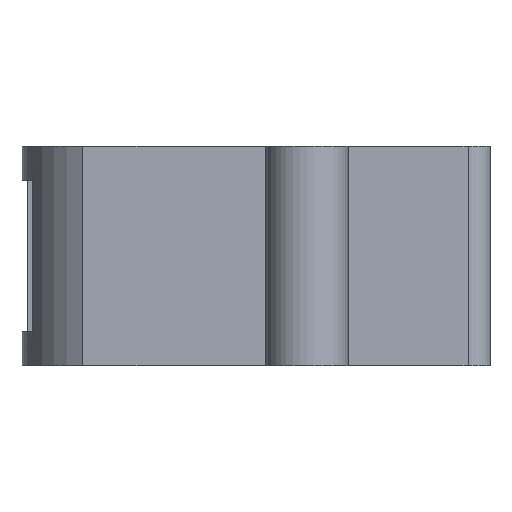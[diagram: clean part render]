
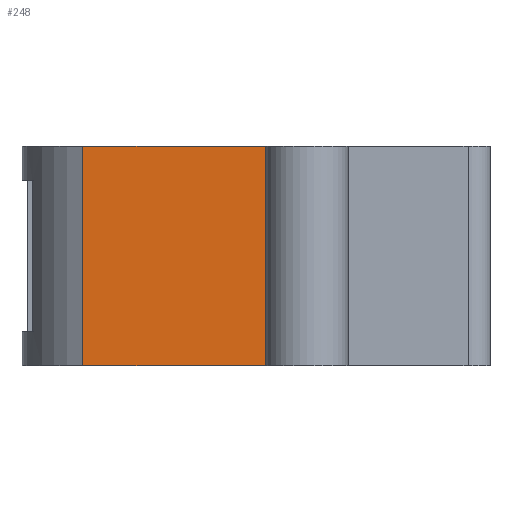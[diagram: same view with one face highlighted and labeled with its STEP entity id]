
A CAD part, left-side view. The second image highlights one B-rep face of the part: STEP entity #248.
In plain terms, the highlighted planar face has unit normal (-1, 0, 0).
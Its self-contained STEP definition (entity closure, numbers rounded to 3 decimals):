
#248 = ADVANCED_FACE( '', ( #496 ), #497, .F. );
#496 = FACE_OUTER_BOUND( '', #737, .T. );
#497 = PLANE( '', #738 );
#737 = EDGE_LOOP( '', ( #1407, #1408, #1409, #1410 ) );
#738 = AXIS2_PLACEMENT_3D( '', #1411, #1412, #1413 );
#1407 = ORIENTED_EDGE( '', *, *, #1550, .T. );
#1408 = ORIENTED_EDGE( '', *, *, #1673, .F. );
#1409 = ORIENTED_EDGE( '', *, *, #1731, .F. );
#1410 = ORIENTED_EDGE( '', *, *, #1482, .T. );
#1411 = CARTESIAN_POINT( '', ( -11., 1.242, 6. ) );
#1412 = DIRECTION( '', ( 1., 0., 0. ) );
#1413 = DIRECTION( '', ( 0., 0., -1. ) );
#1482 = EDGE_CURVE( '', #1785, #1783, #1786, .T. );
#1550 = EDGE_CURVE( '', #1783, #1900, #1902, .T. );
#1673 = EDGE_CURVE( '', #2077, #1900, #2079, .T. );
#1731 = EDGE_CURVE( '', #1785, #2077, #2143, .T. );
#1783 = VERTEX_POINT( '', #2221 );
#1785 = VERTEX_POINT( '', #2223 );
#1786 = LINE( '', #2224, #2225 );
#1900 = VERTEX_POINT( '', #2440 );
#1902 = LINE( '', #2442, #2443 );
#2077 = VERTEX_POINT( '', #2806 );
#2079 = LINE( '', #2808, #2809 );
#2143 = LINE( '', #2911, #2912 );
#2221 = CARTESIAN_POINT( '', ( -11., 1.242, -6. ) );
#2223 = CARTESIAN_POINT( '', ( -11., 1.242, 6. ) );
#2224 = CARTESIAN_POINT( '', ( -11., 1.242, 6. ) );
#2225 = VECTOR( '', #2950, 1000. );
#2440 = CARTESIAN_POINT( '', ( -11., -9.512, -6. ) );
#2442 = CARTESIAN_POINT( '', ( -11., 1.242, -6. ) );
#2443 = VECTOR( '', #3066, 1000. );
#2806 = CARTESIAN_POINT( '', ( -11., -9.512, 6. ) );
#2808 = CARTESIAN_POINT( '', ( -11., -9.512, 6. ) );
#2809 = VECTOR( '', #3219, 1000. );
#2911 = CARTESIAN_POINT( '', ( -11., 1.242, 6. ) );
#2912 = VECTOR( '', #3267, 1000. );
#2950 = DIRECTION( '', ( 0., 0., -1. ) );
#3066 = DIRECTION( '', ( 0., -1., 0. ) );
#3219 = DIRECTION( '', ( 0., 0., -1. ) );
#3267 = DIRECTION( '', ( 0., -1., 0. ) );
